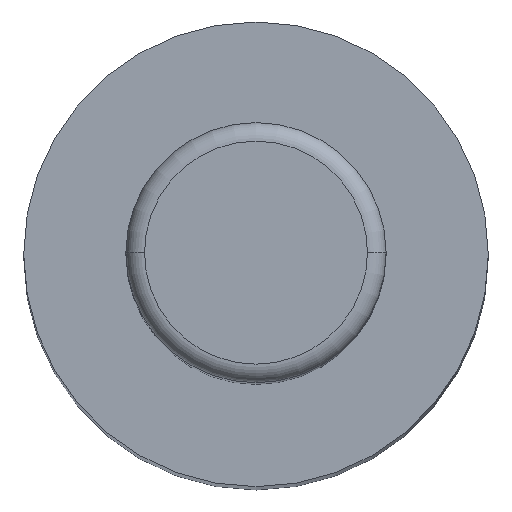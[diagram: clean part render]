
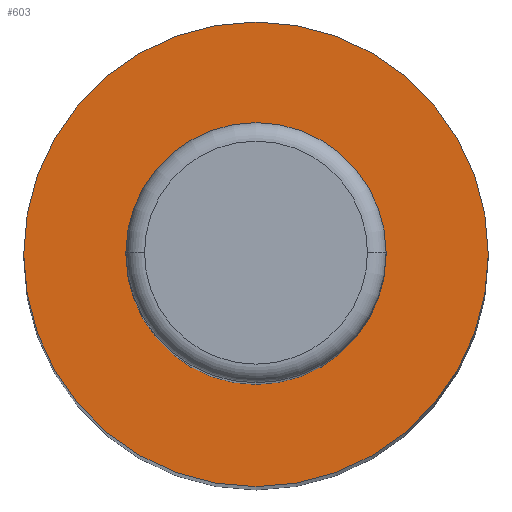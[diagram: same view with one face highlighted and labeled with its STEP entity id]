
A CAD part, top view. The second image highlights one B-rep face of the part: STEP entity #603.
In plain terms, the highlighted planar face has unit normal (0, 0, 1).
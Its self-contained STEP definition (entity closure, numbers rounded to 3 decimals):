
#6 = ORIENTED_EDGE ( 'NONE', *, *, #414, .T. ) ;
#79 = CIRCLE ( 'NONE', #494, 12.5 ) ;
#84 = DIRECTION ( 'NONE',  ( 0., 0., -1. ) ) ;
#105 = CARTESIAN_POINT ( 'NONE',  ( 0., 0., 103. ) ) ;
#113 = CARTESIAN_POINT ( 'NONE',  ( 7., 0., 103. ) ) ;
#117 = FACE_OUTER_BOUND ( 'NONE', #565, .T. ) ;
#131 = AXIS2_PLACEMENT_3D ( 'NONE', #509, #84, #580 ) ;
#142 = EDGE_CURVE ( 'NONE', #780, #589, #541, .T. ) ;
#165 = FACE_BOUND ( 'NONE', #628, .T. ) ;
#184 = DIRECTION ( 'NONE',  ( -1., 0., 0. ) ) ;
#209 = EDGE_CURVE ( 'NONE', #589, #780, #79, .T. ) ;
#218 = VERTEX_POINT ( 'NONE', #585 ) ;
#286 = ORIENTED_EDGE ( 'NONE', *, *, #142, .F. ) ;
#345 = CIRCLE ( 'NONE', #715, 7. ) ;
#375 = CARTESIAN_POINT ( 'NONE',  ( 0., 0., 103. ) ) ;
#389 = ORIENTED_EDGE ( 'NONE', *, *, #209, .F. ) ;
#398 = DIRECTION ( 'NONE',  ( 0., 0., -1. ) ) ;
#414 = EDGE_CURVE ( 'NONE', #475, #218, #345, .T. ) ;
#416 = CARTESIAN_POINT ( 'NONE',  ( 12.5, 0., 103. ) ) ;
#435 = EDGE_CURVE ( 'NONE', #218, #475, #651, .T. ) ;
#446 = DIRECTION ( 'NONE',  ( -1., 0., 0. ) ) ;
#475 = VERTEX_POINT ( 'NONE', #113 ) ;
#486 = DIRECTION ( 'NONE',  ( 1., 0., 0. ) ) ;
#494 = AXIS2_PLACEMENT_3D ( 'NONE', #375, #864, #446 ) ;
#509 = CARTESIAN_POINT ( 'NONE',  ( 0., 0., 103. ) ) ;
#541 = CIRCLE ( 'NONE', #131, 12.5 ) ;
#565 = EDGE_LOOP ( 'NONE', ( #286, #389 ) ) ;
#580 = DIRECTION ( 'NONE',  ( -1., 0., 0. ) ) ;
#585 = CARTESIAN_POINT ( 'NONE',  ( -7., 0., 103. ) ) ;
#589 = VERTEX_POINT ( 'NONE', #416 ) ;
#601 = DIRECTION ( 'NONE',  ( 0., 0., -1. ) ) ;
#603 = ADVANCED_FACE ( 'NONE', ( #165, #117 ), #831, .T. ) ;
#628 = EDGE_LOOP ( 'NONE', ( #858, #6 ) ) ;
#651 = CIRCLE ( 'NONE', #808, 7. ) ;
#715 = AXIS2_PLACEMENT_3D ( 'NONE', #105, #601, #184 ) ;
#753 = CARTESIAN_POINT ( 'NONE',  ( -7., 0., 103. ) ) ;
#780 = VERTEX_POINT ( 'NONE', #829 ) ;
#808 = AXIS2_PLACEMENT_3D ( 'NONE', #809, #398, #880 ) ;
#809 = CARTESIAN_POINT ( 'NONE',  ( 0., 0., 103. ) ) ;
#829 = CARTESIAN_POINT ( 'NONE',  ( -12.5, 0., 103. ) ) ;
#830 = AXIS2_PLACEMENT_3D ( 'NONE', #753, #900, #486 ) ;
#831 = PLANE ( 'NONE',  #830 ) ;
#858 = ORIENTED_EDGE ( 'NONE', *, *, #435, .T. ) ;
#864 = DIRECTION ( 'NONE',  ( 0., 0., -1. ) ) ;
#880 = DIRECTION ( 'NONE',  ( -1., 0., 0. ) ) ;
#900 = DIRECTION ( 'NONE',  ( 0., 0., 1. ) ) ;
